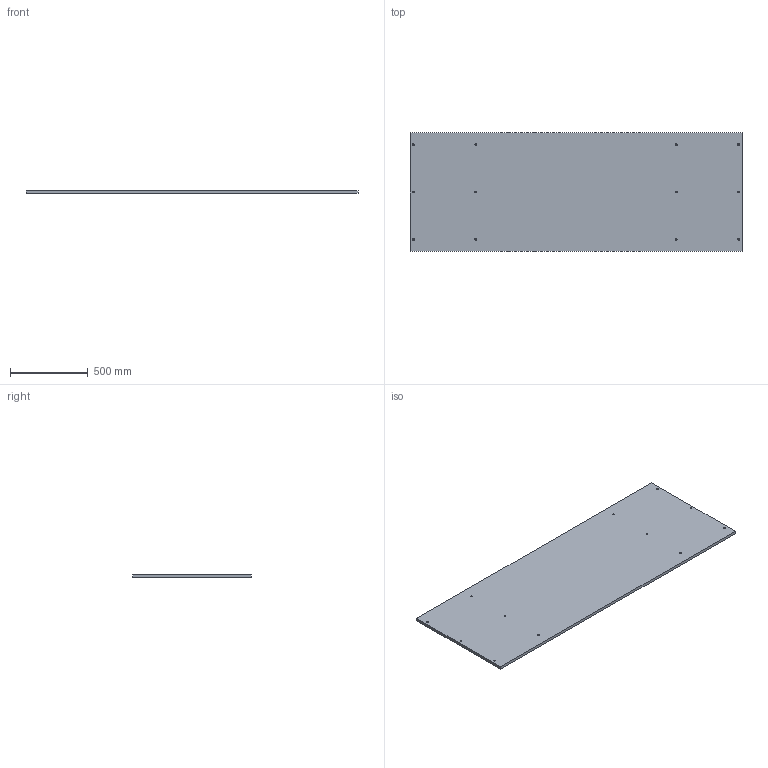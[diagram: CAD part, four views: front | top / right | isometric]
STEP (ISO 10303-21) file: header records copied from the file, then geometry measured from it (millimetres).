
FILE_DESCRIPTION(/* description */ (''),/* implementation_level */ '2;1');
FILE_NAME(/* name */ 'top',/* time_stamp */ '2018-04-26T20:11:52-07:00',/* author */ (''),/* organization */ (''),/* preprocessor_version */ 'ST-DEVELOPER v15',/* originating_system */ '',/* authorisation */ '');
FILE_SCHEMA (('AUTOMOTIVE_DESIGN'));
Length unit declared in the file: foot
Products named in the file (1): Document
Bounding box: 2133.6 x 762 x 19.05 mm (x, y, z)
Volume: 30959323.2 mm3; surface area: 3366877.3 mm2
Topology: 1 solids, 1 shells, 66 faces, 156 edges, 104 vertices
Faces by surface type: bspline 48, plane 18
Entity records: 2139 total; most frequent: CARTESIAN_POINT 1204, ORIENTED_EDGE 312, EDGE_CURVE 156, VERTEX_POINT 104, EDGE_LOOP 102, ADVANCED_FACE 66, FACE_OUTER_BOUND 66, FACE_BOUND 36
